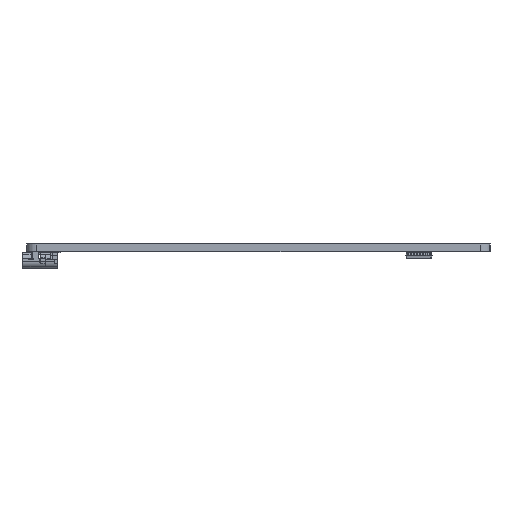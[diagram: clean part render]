
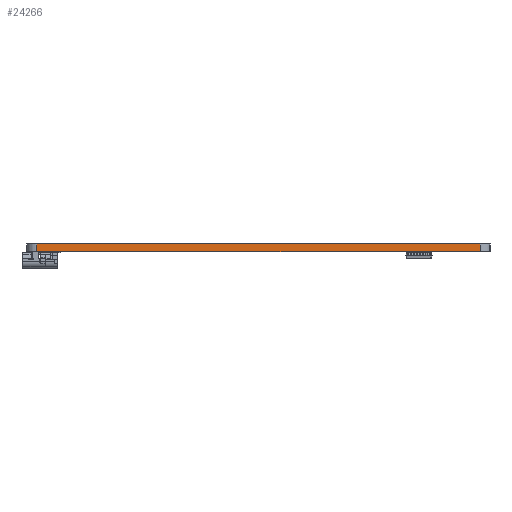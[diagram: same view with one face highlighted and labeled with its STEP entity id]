
A CAD part, left-side view. The second image highlights one B-rep face of the part: STEP entity #24266.
In plain terms, the highlighted face is planar.
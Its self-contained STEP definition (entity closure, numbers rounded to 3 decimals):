
#1099=PLANE('',#26093);
#2305=FACE_OUTER_BOUND('',#3576,.T.);
#3576=EDGE_LOOP('',(#21855,#21856,#21857,#21858));
#7024=LINE('',#39292,#9795);
#7028=LINE('',#39302,#9799);
#7029=LINE('',#39304,#9800);
#7030=LINE('',#39305,#9801);
#9795=VECTOR('',#32379,1.);
#9799=VECTOR('',#32389,1.);
#9800=VECTOR('',#32390,1.);
#9801=VECTOR('',#32391,1.);
#11906=VERTEX_POINT('',#39289);
#11907=VERTEX_POINT('',#39291);
#11910=VERTEX_POINT('',#39301);
#11911=VERTEX_POINT('',#39303);
#15241=EDGE_CURVE('',#11906,#11907,#7024,.T.);
#15246=EDGE_CURVE('',#11906,#11910,#7028,.T.);
#15247=EDGE_CURVE('',#11910,#11911,#7029,.T.);
#15248=EDGE_CURVE('',#11907,#11911,#7030,.T.);
#21855=ORIENTED_EDGE('',*,*,#15241,.F.);
#21856=ORIENTED_EDGE('',*,*,#15246,.T.);
#21857=ORIENTED_EDGE('',*,*,#15247,.T.);
#21858=ORIENTED_EDGE('',*,*,#15248,.F.);
#24266=ADVANCED_FACE('',(#2305),#1099,.F.);
#26093=AXIS2_PLACEMENT_3D('',#39300,#32387,#32388);
#32379=DIRECTION('',(0.,0.,-1.));
#32387=DIRECTION('center_axis',(-1.,0.,0.));
#32388=DIRECTION('ref_axis',(0.,-1.,0.));
#32389=DIRECTION('',(0.,-1.,0.));
#32390=DIRECTION('',(0.,0.,-1.));
#32391=DIRECTION('',(0.,-1.,0.));
#39289=CARTESIAN_POINT('',(287.934,78.76,-0.05));
#39291=CARTESIAN_POINT('',(287.934,78.76,-1.64));
#39292=CARTESIAN_POINT('',(287.934,78.76,-0.05));
#39300=CARTESIAN_POINT('Origin',(287.934,78.76,-0.05));
#39301=CARTESIAN_POINT('',(287.934,-12.521,-0.05));
#39302=CARTESIAN_POINT('',(287.934,78.76,-0.05));
#39303=CARTESIAN_POINT('',(287.934,-12.521,-1.64));
#39304=CARTESIAN_POINT('',(287.934,-12.521,-0.05));
#39305=CARTESIAN_POINT('',(287.934,78.76,-1.64));
